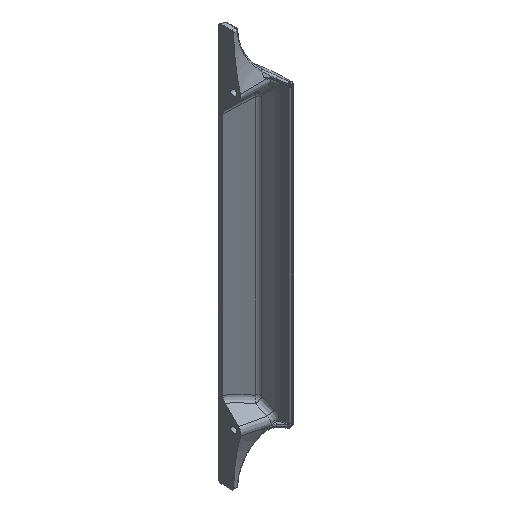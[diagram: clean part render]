
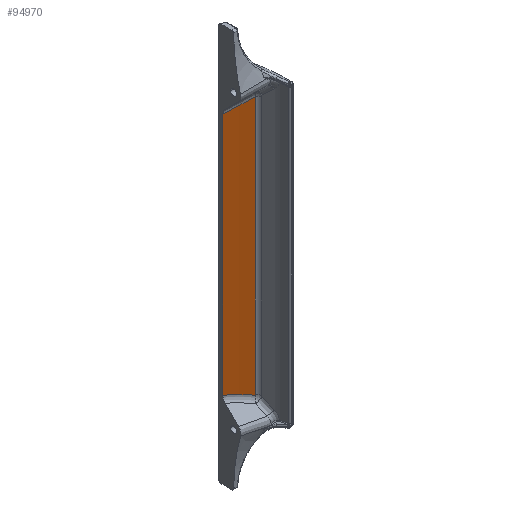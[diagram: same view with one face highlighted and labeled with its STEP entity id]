
A CAD part, isometric view. The second image highlights one B-rep face of the part: STEP entity #94970.
In plain terms, the highlighted cylindrical face has radius 93 mm (diameter 186 mm), a partial arc.
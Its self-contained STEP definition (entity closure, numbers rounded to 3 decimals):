
#83450=CARTESIAN_POINT('',(13.222,211.709,
-153.812));
#83460=VERTEX_POINT('',#83450);
#89750=CARTESIAN_POINT('',(0.,216.433,
-16.321));
#89760=VERTEX_POINT('',#89750);
#89790=CARTESIAN_POINT('',(0.,216.433,
-211.507));
#89800=DIRECTION('',(0.,0.,1.));
#89810=VECTOR('',#89800,1.);
#89820=LINE('',#89790,#89810);
#89830=CARTESIAN_POINT('',(0.,216.433,
-149.604));
#89840=VERTEX_POINT('',#89830);
#89850=EDGE_CURVE('',#89840,#89760,#89820,.T.);
#94270=CARTESIAN_POINT('',(-24.588,126.742,
-211.507));
#94280=DIRECTION('',(0.,0.,-1.));
#94290=DIRECTION('',(-0.966,0.259,
0.));
#94300=AXIS2_PLACEMENT_3D('',#94270,#94280,#94290);
#94310=CYLINDRICAL_SURFACE('',#94300,93.);
#94320=CARTESIAN_POINT('',(-3.795,217.388,
-148.78));
#94330=CARTESIAN_POINT('',(-3.44,217.306,
-148.849));
#94340=CARTESIAN_POINT('',(-3.085,217.223,
-148.921));
#94350=CARTESIAN_POINT('',(-2.216,217.013,
-149.102));
#94360=CARTESIAN_POINT('',(-1.703,216.884,
-149.213));
#94370=CARTESIAN_POINT('',(-0.681,216.618,
-149.443));
#94380=CARTESIAN_POINT('',(-0.173,216.482,
-149.562));
#94390=CARTESIAN_POINT('',(0.841,216.2,
-149.807));
#94400=CARTESIAN_POINT('',(1.345,216.055,
-149.934));
#94410=CARTESIAN_POINT('',(2.853,215.608,
-150.326));
#94420=CARTESIAN_POINT('',(3.848,215.294,
-150.603));
#94430=CARTESIAN_POINT('',(5.82,214.637,
-151.186));
#94440=CARTESIAN_POINT('',(6.796,214.293,
-151.492));
#94450=CARTESIAN_POINT('',(8.457,213.676,
-152.042));
#94460=CARTESIAN_POINT('',(9.146,213.411,
-152.28));
#94470=CARTESIAN_POINT('',(10.514,212.866,
-152.769));
#94480=CARTESIAN_POINT('',(11.193,212.587,
-153.021));
#94490=CARTESIAN_POINT('',(12.538,212.014,
-153.537));
#94500=CARTESIAN_POINT('',(13.204,211.72,
-153.802));
#94510=CARTESIAN_POINT('',(14.526,211.12,
-154.345));
#94520=CARTESIAN_POINT('',(15.181,210.813,
-154.624));
#94530=CARTESIAN_POINT('',(16.426,210.213,
-155.169));
#94540=CARTESIAN_POINT('',(17.016,209.92,
-155.435));
#94550=CARTESIAN_POINT('',(17.601,209.622,
-155.706));
#94560=B_SPLINE_CURVE_WITH_KNOTS('',3,(#94320,#94330,#94340,#94350,
#94360,#94370,#94380,#94390,#94400,#94410,#94420,#94430,#94440,#94450,
#94460,#94470,#94480,#94490,#94500,#94510,#94520,#94530,#94540,#94550),
.UNSPECIFIED.,.F.,.F.,(4,2,2,2,2,2,2,2,2,2,2,4),(47.189,
48.28,49.868,51.455,53.043,
56.217,59.39,61.672,63.954,
66.235,68.517,70.609),.UNSPECIFIED.);
#94570=EDGE_CURVE('',#89840,#83460,#94560,.T.);
#94580=ORIENTED_EDGE('',*,*,#94570,.T.);
#94590=ORIENTED_EDGE('',*,*,#89850,.F.);
#94600=CARTESIAN_POINT('',(-3.795,217.388,
-17.146));
#94610=CARTESIAN_POINT('',(-3.44,217.306,
-17.076));
#94620=CARTESIAN_POINT('',(-3.085,217.223,
-17.005));
#94630=CARTESIAN_POINT('',(-2.216,217.013,
-16.824));
#94640=CARTESIAN_POINT('',(-1.703,216.884,
-16.713));
#94650=CARTESIAN_POINT('',(-0.681,216.618,
-16.483));
#94660=CARTESIAN_POINT('',(-0.173,216.482,
-16.364));
#94670=CARTESIAN_POINT('',(0.841,216.2,
-16.118));
#94680=CARTESIAN_POINT('',(1.345,216.055,
-15.991));
#94690=CARTESIAN_POINT('',(2.853,215.608,
-15.599));
#94700=CARTESIAN_POINT('',(3.848,215.294,
-15.323));
#94710=CARTESIAN_POINT('',(5.82,214.637,
-14.74));
#94720=CARTESIAN_POINT('',(6.796,214.293,
-14.434));
#94730=CARTESIAN_POINT('',(8.457,213.676,
-13.883));
#94740=CARTESIAN_POINT('',(9.146,213.411,
-13.646));
#94750=CARTESIAN_POINT('',(10.514,212.866,
-13.157));
#94760=CARTESIAN_POINT('',(11.193,212.587,
-12.905));
#94770=CARTESIAN_POINT('',(12.538,212.014,
-12.388));
#94780=CARTESIAN_POINT('',(13.204,211.72,
-12.123));
#94790=CARTESIAN_POINT('',(14.526,211.12,
-11.58));
#94800=CARTESIAN_POINT('',(15.181,210.813,
-11.302));
#94810=CARTESIAN_POINT('',(16.426,210.213,
-10.757));
#94820=CARTESIAN_POINT('',(17.016,209.92,
-10.491));
#94830=CARTESIAN_POINT('',(17.601,209.622,
-10.219));
#94840=B_SPLINE_CURVE_WITH_KNOTS('',3,(#94600,#94610,#94620,#94630,
#94640,#94650,#94660,#94670,#94680,#94690,#94700,#94710,#94720,#94730,
#94740,#94750,#94760,#94770,#94780,#94790,#94800,#94810,#94820,#94830),
.UNSPECIFIED.,.F.,.F.,(4,2,2,2,2,2,2,2,2,2,2,4),(47.189,
48.28,49.868,51.455,53.043,
56.217,59.39,61.672,63.954,
66.235,68.517,70.609),.UNSPECIFIED.);
#94850=CARTESIAN_POINT('',(13.222,211.709,
-12.113));
#94860=VERTEX_POINT('',#94850);
#94870=EDGE_CURVE('',#89760,#94860,#94840,.T.);
#94880=ORIENTED_EDGE('',*,*,#94870,.F.);
#94890=CARTESIAN_POINT('',(13.222,211.709,
-211.507));
#94900=DIRECTION('',(0.,0.,-1.));
#94910=VECTOR('',#94900,1.);
#94920=LINE('',#94890,#94910);
#94930=EDGE_CURVE('',#94860,#83460,#94920,.T.);
#94940=ORIENTED_EDGE('',*,*,#94930,.F.);
#94950=EDGE_LOOP('',(#94940,#94880,#94590,#94580));
#94960=FACE_OUTER_BOUND('',#94950,.T.);
#94970=ADVANCED_FACE('',(#94960),#94310,.F.);
